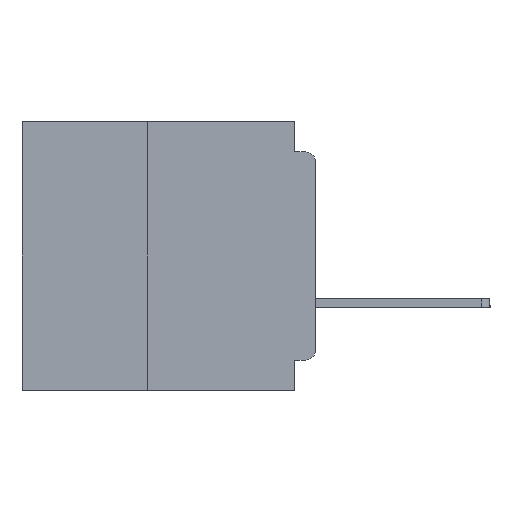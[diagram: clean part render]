
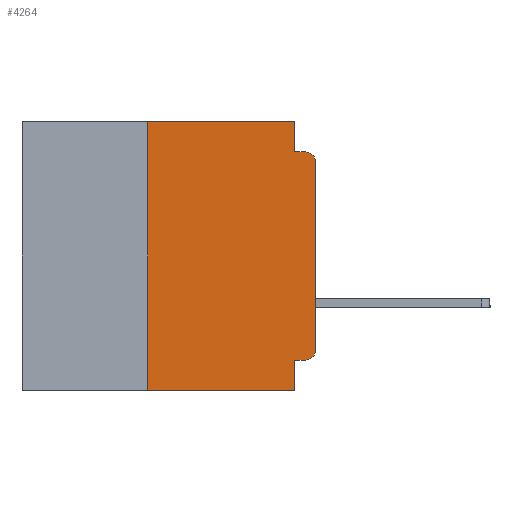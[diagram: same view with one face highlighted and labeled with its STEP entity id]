
A CAD part, left-side view. The second image highlights one B-rep face of the part: STEP entity #4264.
In plain terms, the highlighted planar face has unit normal (-1, 0, 0).
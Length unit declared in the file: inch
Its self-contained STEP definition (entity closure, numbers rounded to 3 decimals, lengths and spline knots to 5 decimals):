
#206 = LINE ( 'NONE', #6178, #38758 ) ;
#219 = EDGE_CURVE ( 'NONE', #31282, #17494, #22660, .T. ) ;
#487 = CARTESIAN_POINT ( 'NONE',  ( 0., 0.031, -0.045 ) ) ;
#1083 = EDGE_CURVE ( 'NONE', #3196, #2700, #206, .T. ) ;
#1375 = CARTESIAN_POINT ( 'NONE',  ( 0., 0.25, -0.4 ) ) ;
#1392 = EDGE_CURVE ( 'NONE', #5211, #6240, #36416, .T. ) ;
#2700 = VERTEX_POINT ( 'NONE', #11386 ) ;
#3196 = VERTEX_POINT ( 'NONE', #26689 ) ;
#3744 = VERTEX_POINT ( 'NONE', #17508 ) ;
#4264 = ADVANCED_FACE ( 'NONE', ( #30202 ), #30623, .F. ) ;
#4702 = EDGE_CURVE ( 'NONE', #21281, #31282, #7799, .T. ) ;
#4776 = CARTESIAN_POINT ( 'NONE',  ( 0., 0., -0.045 ) ) ;
#5163 = DIRECTION ( 'NONE',  ( 0., -1., 0. ) ) ;
#5211 = VERTEX_POINT ( 'NONE', #1375 ) ;
#5433 = DIRECTION ( 'NONE',  ( 0., 0., 1. ) ) ;
#5513 = CARTESIAN_POINT ( 'NONE',  ( 0., 0.25, -0.4 ) ) ;
#6178 = CARTESIAN_POINT ( 'NONE',  ( 0., 0., -0.355 ) ) ;
#6240 = VERTEX_POINT ( 'NONE', #14175 ) ;
#6722 = DIRECTION ( 'NONE',  ( 0., 1., 0. ) ) ;
#6825 = DIRECTION ( 'NONE',  ( 0., 0., -1. ) ) ;
#6843 = EDGE_CURVE ( 'NONE', #28920, #17494, #9519, .T. ) ;
#6847 = VECTOR ( 'NONE', #16636, 39.37008 ) ;
#6859 = DIRECTION ( 'NONE',  ( -1., 0., 0. ) ) ;
#6952 = CARTESIAN_POINT ( 'NONE',  ( 0., 0.015, -0.06 ) ) ;
#7229 = AXIS2_PLACEMENT_3D ( 'NONE', #8370, #29635, #11448 ) ;
#7799 = LINE ( 'NONE', #16955, #6847 ) ;
#7873 = DIRECTION ( 'NONE',  ( 0., -1., 0. ) ) ;
#8370 = CARTESIAN_POINT ( 'NONE',  ( 0., 0.015, -0.34 ) ) ;
#9519 = LINE ( 'NONE', #4776, #24751 ) ;
#10153 = ORIENTED_EDGE ( 'NONE', *, *, #10943, .T. ) ;
#10224 = DIRECTION ( 'NONE',  ( 0., -1., 0. ) ) ;
#10273 = VECTOR ( 'NONE', #5163, 39.37008 ) ;
#10411 = ORIENTED_EDGE ( 'NONE', *, *, #35542, .F. ) ;
#10943 = EDGE_CURVE ( 'NONE', #5211, #31432, #35216, .T. ) ;
#11139 = AXIS2_PLACEMENT_3D ( 'NONE', #29967, #29934, #29886 ) ;
#11241 = LINE ( 'NONE', #11349, #17373 ) ;
#11349 = CARTESIAN_POINT ( 'NONE',  ( 0., 0.031, -0.4 ) ) ;
#11386 = CARTESIAN_POINT ( 'NONE',  ( 0., 0.031, -0.355 ) ) ;
#11448 = DIRECTION ( 'NONE',  ( 0., 0., -1. ) ) ;
#12660 = CARTESIAN_POINT ( 'NONE',  ( 0., 0., -0.34 ) ) ;
#13896 = EDGE_CURVE ( 'NONE', #3196, #21281, #23468, .T. ) ;
#14175 = CARTESIAN_POINT ( 'NONE',  ( 0., 0.25, 0. ) ) ;
#14727 = DIRECTION ( 'NONE',  ( 0., 0., -1. ) ) ;
#15180 = ORIENTED_EDGE ( 'NONE', *, *, #4702, .T. ) ;
#15886 = LINE ( 'NONE', #20810, #31128 ) ;
#16636 = DIRECTION ( 'NONE',  ( 0., 0., 1. ) ) ;
#16955 = CARTESIAN_POINT ( 'NONE',  ( 0., 0., 0. ) ) ;
#17373 = VECTOR ( 'NONE', #26503, 39.37008 ) ;
#17494 = VERTEX_POINT ( 'NONE', #19263 ) ;
#17508 = CARTESIAN_POINT ( 'NONE',  ( 0., 0.031, 0. ) ) ;
#17754 = ORIENTED_EDGE ( 'NONE', *, *, #1083, .F. ) ;
#18415 = ORIENTED_EDGE ( 'NONE', *, *, #34891, .F. ) ;
#18789 = CARTESIAN_POINT ( 'NONE',  ( 0., 0.031, -0.4 ) ) ;
#19087 = EDGE_LOOP ( 'NONE', ( #15180, #30226, #38776, #10411, #18415, #25600, #10153, #39144, #17754, #39214 ) ) ;
#19263 = CARTESIAN_POINT ( 'NONE',  ( 0., 0.015, -0.045 ) ) ;
#20331 = CARTESIAN_POINT ( 'NONE',  ( 0., 0.437, 0. ) ) ;
#20810 = CARTESIAN_POINT ( 'NONE',  ( 0., 0.031, 0. ) ) ;
#21281 = VERTEX_POINT ( 'NONE', #12660 ) ;
#22276 = CARTESIAN_POINT ( 'NONE',  ( 0., 0.437, -0.4 ) ) ;
#22660 = CIRCLE ( 'NONE', #36767, 0.015 ) ;
#23468 = CIRCLE ( 'NONE', #7229, 0.015 ) ;
#24751 = VECTOR ( 'NONE', #7873, 39.37008 ) ;
#25600 = ORIENTED_EDGE ( 'NONE', *, *, #1392, .F. ) ;
#26503 = DIRECTION ( 'NONE',  ( 0., 0., -1. ) ) ;
#26689 = CARTESIAN_POINT ( 'NONE',  ( 0., 0.015, -0.355 ) ) ;
#27102 = VECTOR ( 'NONE', #10224, 39.37008 ) ;
#28299 = VECTOR ( 'NONE', #5433, 39.37008 ) ;
#28920 = VERTEX_POINT ( 'NONE', #487 ) ;
#29635 = DIRECTION ( 'NONE',  ( -1., 0., 0. ) ) ;
#29886 = DIRECTION ( 'NONE',  ( 0., 0., -1. ) ) ;
#29934 = DIRECTION ( 'NONE',  ( 1., 0., 0. ) ) ;
#29967 = CARTESIAN_POINT ( 'NONE',  ( 0., 0.437, 0. ) ) ;
#30202 = FACE_OUTER_BOUND ( 'NONE', #19087, .T. ) ;
#30226 = ORIENTED_EDGE ( 'NONE', *, *, #219, .T. ) ;
#30623 = PLANE ( 'NONE',  #11139 ) ;
#31128 = VECTOR ( 'NONE', #14727, 39.37008 ) ;
#31282 = VERTEX_POINT ( 'NONE', #36276 ) ;
#31432 = VERTEX_POINT ( 'NONE', #18789 ) ;
#34891 = EDGE_CURVE ( 'NONE', #6240, #3744, #35523, .T. ) ;
#34899 = EDGE_CURVE ( 'NONE', #2700, #31432, #11241, .T. ) ;
#35216 = LINE ( 'NONE', #22276, #27102 ) ;
#35523 = LINE ( 'NONE', #20331, #10273 ) ;
#35542 = EDGE_CURVE ( 'NONE', #3744, #28920, #15886, .T. ) ;
#36276 = CARTESIAN_POINT ( 'NONE',  ( 0., 0., -0.06 ) ) ;
#36416 = LINE ( 'NONE', #5513, #28299 ) ;
#36767 = AXIS2_PLACEMENT_3D ( 'NONE', #6952, #6859, #6825 ) ;
#38758 = VECTOR ( 'NONE', #6722, 39.37008 ) ;
#38776 = ORIENTED_EDGE ( 'NONE', *, *, #6843, .F. ) ;
#39144 = ORIENTED_EDGE ( 'NONE', *, *, #34899, .F. ) ;
#39214 = ORIENTED_EDGE ( 'NONE', *, *, #13896, .T. ) ;
